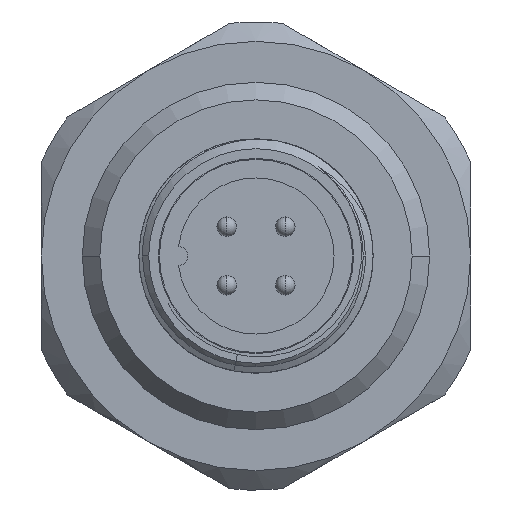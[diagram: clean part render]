
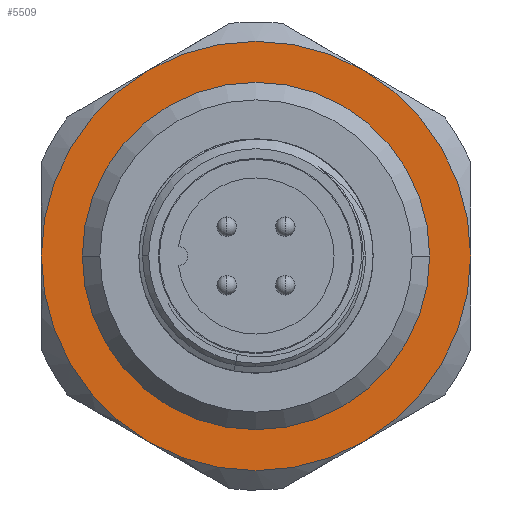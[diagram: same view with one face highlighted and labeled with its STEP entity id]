
A CAD part, left-side view. The second image highlights one B-rep face of the part: STEP entity #5509.
In plain terms, the highlighted planar face has unit normal (-1, 0, 0).
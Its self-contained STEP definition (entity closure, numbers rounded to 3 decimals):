
#59 = CIRCLE ( 'NONE', #2611, 11. ) ;
#69 = VERTEX_POINT ( 'NONE', #401 ) ;
#251 = DIRECTION ( 'NONE',  ( 0., 1., 0. ) ) ;
#320 = DIRECTION ( 'NONE',  ( 0., 1., 0. ) ) ;
#401 = CARTESIAN_POINT ( 'NONE',  ( 4., 11., 0. ) ) ;
#702 = AXIS2_PLACEMENT_3D ( 'NONE', #2929, #1420, #320 ) ;
#764 = ORIENTED_EDGE ( 'NONE', *, *, #3768, .F. ) ;
#808 = DIRECTION ( 'NONE',  ( 0., 1., 0. ) ) ;
#1003 = VERTEX_POINT ( 'NONE', #2453 ) ;
#1036 = VERTEX_POINT ( 'NONE', #3434 ) ;
#1119 = VERTEX_POINT ( 'NONE', #4120 ) ;
#1162 = VERTEX_POINT ( 'NONE', #3017 ) ;
#1330 = DIRECTION ( 'NONE',  ( 1., 0., 0. ) ) ;
#1420 = DIRECTION ( 'NONE',  ( -1., 0., 0. ) ) ;
#1550 = AXIS2_PLACEMENT_3D ( 'NONE', #2881, #6651, #808 ) ;
#1594 = AXIS2_PLACEMENT_3D ( 'NONE', #4966, #2323, #6002 ) ;
#1612 = CIRCLE ( 'NONE', #1550, 11. ) ;
#1660 = ORIENTED_EDGE ( 'NONE', *, *, #6653, .F. ) ;
#1779 = AXIS2_PLACEMENT_3D ( 'NONE', #6039, #5040, #6581 ) ;
#1963 = EDGE_CURVE ( 'NONE', #1003, #5567, #6316, .T. ) ;
#1969 = VERTEX_POINT ( 'NONE', #2278 ) ;
#2263 = AXIS2_PLACEMENT_3D ( 'NONE', #6484, #4471, #2774 ) ;
#2278 = CARTESIAN_POINT ( 'NONE',  ( 4., -5.5, 9.526 ) ) ;
#2307 = DIRECTION ( 'NONE',  ( 0., 0.5, 0.866 ) ) ;
#2323 = DIRECTION ( 'NONE',  ( -1., 0., 0. ) ) ;
#2334 = DIRECTION ( 'NONE',  ( 1., 0., 0. ) ) ;
#2453 = CARTESIAN_POINT ( 'NONE',  ( 4., -5.5, -9.526 ) ) ;
#2549 = ORIENTED_EDGE ( 'NONE', *, *, #1963, .T. ) ;
#2573 = AXIS2_PLACEMENT_3D ( 'NONE', #5353, #3233, #4312 ) ;
#2611 = AXIS2_PLACEMENT_3D ( 'NONE', #4934, #3902, #2307 ) ;
#2774 = DIRECTION ( 'NONE',  ( 0., -0.5, 0.866 ) ) ;
#2881 = CARTESIAN_POINT ( 'NONE',  ( 4., 0., 0. ) ) ;
#2929 = CARTESIAN_POINT ( 'NONE',  ( 4., 0., 0. ) ) ;
#2976 = AXIS2_PLACEMENT_3D ( 'NONE', #5517, #2334, #3974 ) ;
#3017 = CARTESIAN_POINT ( 'NONE',  ( 4., -8.9, 0. ) ) ;
#3233 = DIRECTION ( 'NONE',  ( -1., 0., 0. ) ) ;
#3276 = EDGE_CURVE ( 'NONE', #69, #1119, #1612, .T. ) ;
#3434 = CARTESIAN_POINT ( 'NONE',  ( 4., 5.5, 9.526 ) ) ;
#3696 = ORIENTED_EDGE ( 'NONE', *, *, #4922, .F. ) ;
#3721 = EDGE_CURVE ( 'NONE', #1969, #5567, #6213, .T. ) ;
#3764 = VERTEX_POINT ( 'NONE', #5491 ) ;
#3767 = CIRCLE ( 'NONE', #2573, 11. ) ;
#3768 = EDGE_CURVE ( 'NONE', #1036, #1969, #59, .T. ) ;
#3902 = DIRECTION ( 'NONE',  ( 1., 0., 0. ) ) ;
#3905 = ORIENTED_EDGE ( 'NONE', *, *, #3276, .T. ) ;
#3974 = DIRECTION ( 'NONE',  ( 0., 1., 0. ) ) ;
#4079 = CARTESIAN_POINT ( 'NONE',  ( 4., -11., 0. ) ) ;
#4095 = EDGE_CURVE ( 'NONE', #3764, #1162, #4853, .T. ) ;
#4120 = CARTESIAN_POINT ( 'NONE',  ( 4., 5.5, -9.526 ) ) ;
#4312 = DIRECTION ( 'NONE',  ( 0., 0.5, -0.866 ) ) ;
#4461 = PLANE ( 'NONE',  #1779 ) ;
#4471 = DIRECTION ( 'NONE',  ( 1., 0., 0. ) ) ;
#4558 = EDGE_CURVE ( 'NONE', #1119, #1003, #3767, .T. ) ;
#4592 = FACE_BOUND ( 'NONE', #4824, .T. ) ;
#4765 = CIRCLE ( 'NONE', #702, 8.9 ) ;
#4824 = EDGE_LOOP ( 'NONE', ( #3696, #6231 ) ) ;
#4853 = CIRCLE ( 'NONE', #2976, 8.9 ) ;
#4922 = EDGE_CURVE ( 'NONE', #3764, #1162, #4765, .T. ) ;
#4934 = CARTESIAN_POINT ( 'NONE',  ( 4., 0., 0. ) ) ;
#4966 = CARTESIAN_POINT ( 'NONE',  ( 4., 0., 0. ) ) ;
#4991 = FACE_OUTER_BOUND ( 'NONE', #5749, .T. ) ;
#5040 = DIRECTION ( 'NONE',  ( 1., 0., 0. ) ) ;
#5353 = CARTESIAN_POINT ( 'NONE',  ( 4., 0., 0. ) ) ;
#5491 = CARTESIAN_POINT ( 'NONE',  ( 4., 8.9, 0. ) ) ;
#5509 = ADVANCED_FACE ( 'NONE', ( #4991, #4592 ), #4461, .F. ) ;
#5517 = CARTESIAN_POINT ( 'NONE',  ( 4., 0., 0. ) ) ;
#5567 = VERTEX_POINT ( 'NONE', #4079 ) ;
#5749 = EDGE_LOOP ( 'NONE', ( #3905, #6517, #2549, #6135, #764, #1660 ) ) ;
#5874 = CIRCLE ( 'NONE', #6323, 11. ) ;
#6002 = DIRECTION ( 'NONE',  ( 0., -0.5, -0.866 ) ) ;
#6039 = CARTESIAN_POINT ( 'NONE',  ( 4., 0., 0. ) ) ;
#6135 = ORIENTED_EDGE ( 'NONE', *, *, #3721, .F. ) ;
#6213 = CIRCLE ( 'NONE', #2263, 11. ) ;
#6231 = ORIENTED_EDGE ( 'NONE', *, *, #4095, .T. ) ;
#6316 = CIRCLE ( 'NONE', #1594, 11. ) ;
#6323 = AXIS2_PLACEMENT_3D ( 'NONE', #6539, #1330, #251 ) ;
#6484 = CARTESIAN_POINT ( 'NONE',  ( 4., 0., 0. ) ) ;
#6517 = ORIENTED_EDGE ( 'NONE', *, *, #4558, .T. ) ;
#6539 = CARTESIAN_POINT ( 'NONE',  ( 4., 0., 0. ) ) ;
#6581 = DIRECTION ( 'NONE',  ( 0., 1., 0. ) ) ;
#6651 = DIRECTION ( 'NONE',  ( -1., 0., 0. ) ) ;
#6653 = EDGE_CURVE ( 'NONE', #69, #1036, #5874, .T. ) ;
